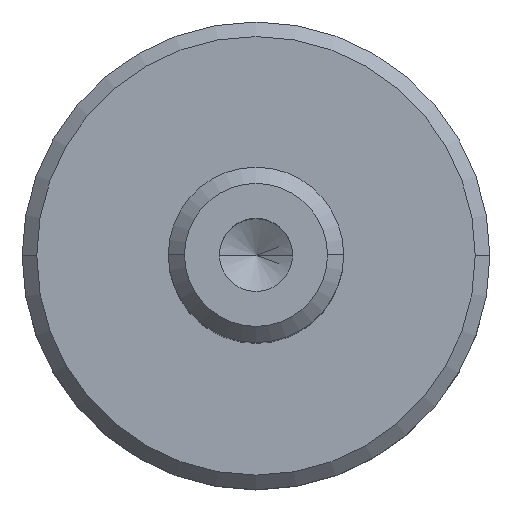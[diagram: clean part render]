
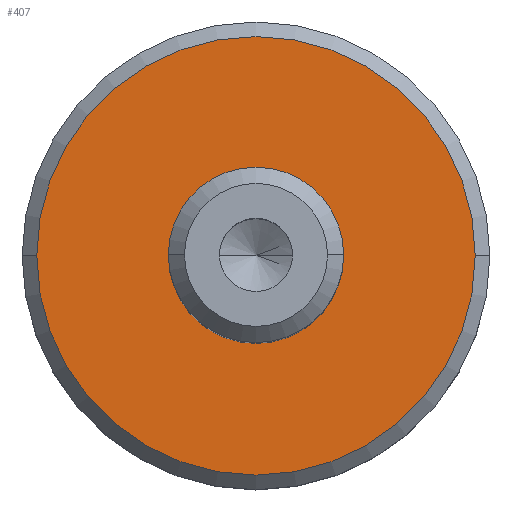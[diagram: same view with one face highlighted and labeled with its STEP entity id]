
A CAD part, top view. The second image highlights one B-rep face of the part: STEP entity #407.
In plain terms, the highlighted planar face has unit normal (0, 0, 1).
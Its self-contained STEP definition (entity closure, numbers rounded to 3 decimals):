
#19 = AXIS2_PLACEMENT_3D ( 'NONE', #586, #713, #25 ) ;
#25 = DIRECTION ( 'NONE',  ( -1., 0., 0. ) ) ;
#48 = CARTESIAN_POINT ( 'NONE',  ( -2.85, 0., 6. ) ) ;
#59 = EDGE_CURVE ( 'NONE', #441, #510, #389, .T. ) ;
#61 = DIRECTION ( 'NONE',  ( 1., 0., 0. ) ) ;
#72 = EDGE_CURVE ( 'NONE', #510, #441, #667, .T. ) ;
#116 = PLANE ( 'NONE',  #205 ) ;
#183 = CARTESIAN_POINT ( 'NONE',  ( 7.5, 0., 6. ) ) ;
#184 = CARTESIAN_POINT ( 'NONE',  ( 0., 0., 6. ) ) ;
#205 = AXIS2_PLACEMENT_3D ( 'NONE', #529, #348, #61 ) ;
#280 = VERTEX_POINT ( 'NONE', #48 ) ;
#289 = DIRECTION ( 'NONE',  ( 0., 0., 1. ) ) ;
#296 = FACE_OUTER_BOUND ( 'NONE', #406, .T. ) ;
#303 = CARTESIAN_POINT ( 'NONE',  ( 0., 0., 6. ) ) ;
#304 = DIRECTION ( 'NONE',  ( 1., 0., 0. ) ) ;
#348 = DIRECTION ( 'NONE',  ( 0., 0., 1. ) ) ;
#388 = VERTEX_POINT ( 'NONE', #511 ) ;
#389 = CIRCLE ( 'NONE', #646, 7.5 ) ;
#406 = EDGE_LOOP ( 'NONE', ( #467, #722 ) ) ;
#407 = ADVANCED_FACE ( 'NONE', ( #296, #576 ), #116, .T. ) ;
#437 = DIRECTION ( 'NONE',  ( 0., 0., 1. ) ) ;
#439 = AXIS2_PLACEMENT_3D ( 'NONE', #184, #684, #304 ) ;
#441 = VERTEX_POINT ( 'NONE', #183 ) ;
#447 = EDGE_CURVE ( 'NONE', #388, #280, #733, .T. ) ;
#452 = AXIS2_PLACEMENT_3D ( 'NONE', #303, #289, #628 ) ;
#453 = EDGE_LOOP ( 'NONE', ( #534, #737 ) ) ;
#467 = ORIENTED_EDGE ( 'NONE', *, *, #72, .T. ) ;
#468 = CARTESIAN_POINT ( 'NONE',  ( -7.5, 0., 6. ) ) ;
#510 = VERTEX_POINT ( 'NONE', #468 ) ;
#511 = CARTESIAN_POINT ( 'NONE',  ( 2.85, 0., 6. ) ) ;
#529 = CARTESIAN_POINT ( 'NONE',  ( 0., 0., 6. ) ) ;
#534 = ORIENTED_EDGE ( 'NONE', *, *, #637, .F. ) ;
#576 = FACE_BOUND ( 'NONE', #453, .T. ) ;
#586 = CARTESIAN_POINT ( 'NONE',  ( 0., 0., 6. ) ) ;
#628 = DIRECTION ( 'NONE',  ( -1., 0., 0. ) ) ;
#637 = EDGE_CURVE ( 'NONE', #280, #388, #696, .T. ) ;
#646 = AXIS2_PLACEMENT_3D ( 'NONE', #714, #437, #655 ) ;
#655 = DIRECTION ( 'NONE',  ( 1., 0., 0. ) ) ;
#667 = CIRCLE ( 'NONE', #439, 7.5 ) ;
#684 = DIRECTION ( 'NONE',  ( 0., 0., 1. ) ) ;
#696 = CIRCLE ( 'NONE', #19, 2.85 ) ;
#713 = DIRECTION ( 'NONE',  ( 0., 0., 1. ) ) ;
#714 = CARTESIAN_POINT ( 'NONE',  ( 0., 0., 6. ) ) ;
#722 = ORIENTED_EDGE ( 'NONE', *, *, #59, .T. ) ;
#733 = CIRCLE ( 'NONE', #452, 2.85 ) ;
#737 = ORIENTED_EDGE ( 'NONE', *, *, #447, .F. ) ;
